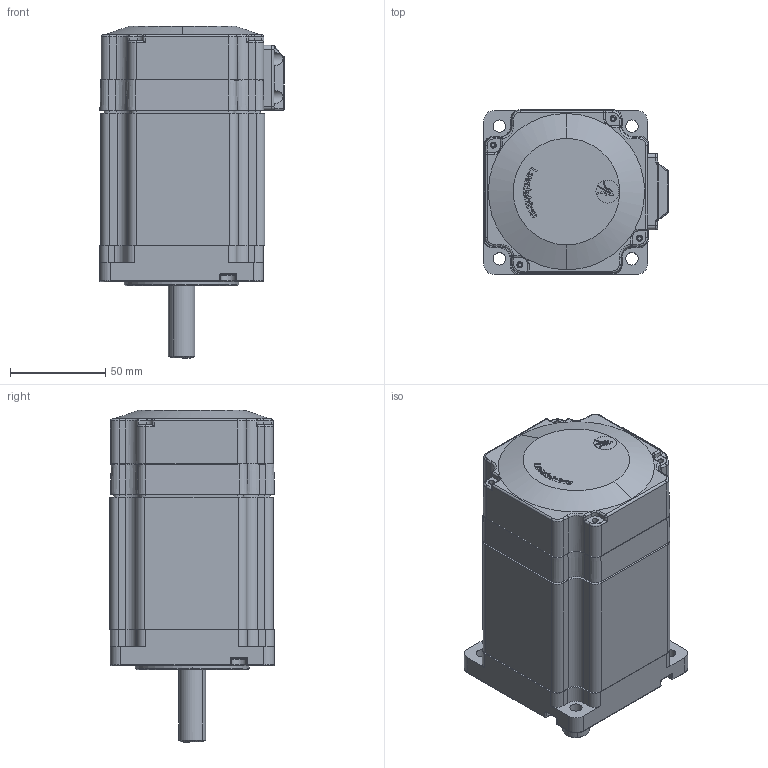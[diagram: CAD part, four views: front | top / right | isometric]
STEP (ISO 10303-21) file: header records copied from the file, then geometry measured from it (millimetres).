
FILE_DESCRIPTION (( 'STEP AP203' ), '1' );
FILE_NAME ('86CME80-FS.STEP', '2018-07-02T01:55:19', ( 'Microsoft' ), ( 'China' ), 'SwSTEP 2.0', 'SolidWorks 2011', '' );
FILE_SCHEMA (( 'CONFIG_CONTROL_DESIGN' ));
Length unit declared in the file: millimetre
Products named in the file (8): 86CME80-FS; 电机压线块（开环闭口）常（后面出电源线）新设计参考创谊_Default; 蛌粣86HSM45-E1_Default; 编码器罩多压面(常）非防水（加高1.5mm）修模带LOGO1（开口版）（加柱子）_Default; 编码器罩密封垫（常）修模（加小孔定位）_Default; 后端盖（新PCB板常规出线）_Default; 隅赽86HSM80-E1_Default; 前端盖开模2015-04-02带（LOGO无字版放槽里）_Default
Assembly tree (7 placements, depth 2):
  86CME80-FS
    隅赽86HSM80-E1_Default
    电机压线块（开环闭口）常（后面出电源线）新设计参考创谊_Default
    蛌粣86HSM45-E1_Default
    编码器罩多压面(常）非防水（加高1.5mm）修模带LOGO1（开口版）（加柱子）_Default
    编码器罩密封垫（常）修模（加小孔定位）_Default
    前端盖开模2015-04-02带（LOGO无字版放槽里）_Default
    后端盖（新PCB板常规出线）_Default
Bounding box: 96.91 x 86.53 x 174.2 mm (x, y, z)
Volume: 561061 mm3; surface area: 159801.1 mm2
Topology: 17 solids, 17 shells, 1426 faces, 3758 edges, 2406 vertices
Faces by surface type: cylinder 544, plane 540, bspline 292, cone 50
Entity records: 52114 total; most frequent: CARTESIAN_POINT 16978, ORIENTED_EDGE 7472, DIRECTION 6756, EDGE_CURVE 3736, VERTEX_POINT 2406, AXIS2_PLACEMENT_3D 2378, VECTOR 2000, LINE 2000
